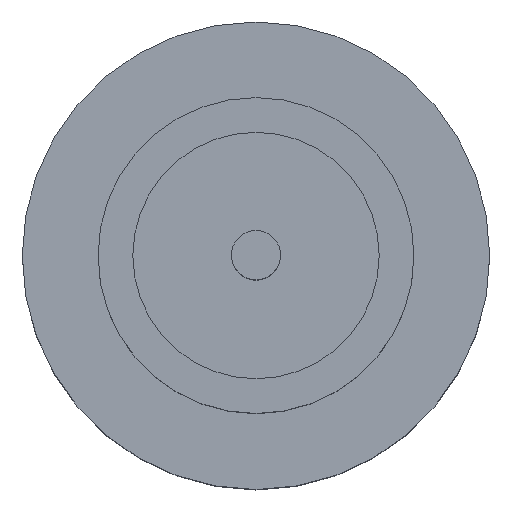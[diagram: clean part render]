
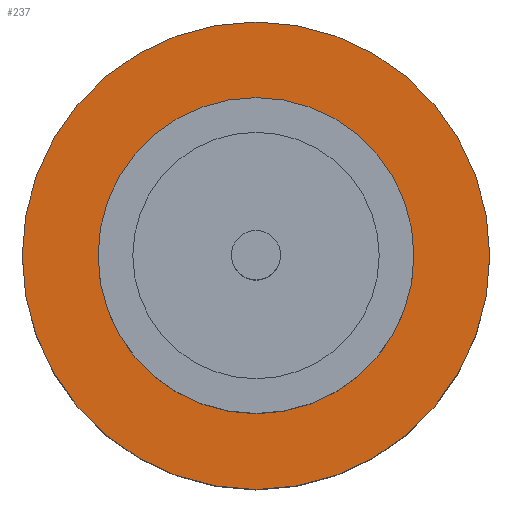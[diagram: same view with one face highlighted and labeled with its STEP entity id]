
A CAD part, top view. The second image highlights one B-rep face of the part: STEP entity #237.
In plain terms, the highlighted planar face has unit normal (0, 0, 1).
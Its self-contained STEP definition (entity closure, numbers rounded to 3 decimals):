
#4 = ORIENTED_EDGE ( 'NONE', *, *, #199, .F. ) ;
#7 = ORIENTED_EDGE ( 'NONE', *, *, #584, .T. ) ;
#10 = AXIS2_PLACEMENT_3D ( 'NONE', #738, #280, #487 ) ;
#11 = DIRECTION ( 'NONE',  ( 1., 0., 0. ) ) ;
#23 = AXIS2_PLACEMENT_3D ( 'NONE', #322, #599, #258 ) ;
#63 = EDGE_CURVE ( 'NONE', #255, #390, #723, .T. ) ;
#85 = DIRECTION ( 'NONE',  ( 0., 0., 1. ) ) ;
#88 = FACE_OUTER_BOUND ( 'NONE', #685, .T. ) ;
#105 = CARTESIAN_POINT ( 'NONE',  ( 1.25, 0., 1.55 ) ) ;
#119 = DIRECTION ( 'NONE',  ( 1., 0., 0. ) ) ;
#120 = CARTESIAN_POINT ( 'NONE',  ( 0., 0., 1.55 ) ) ;
#129 = CARTESIAN_POINT ( 'NONE',  ( 0., 0., 1.55 ) ) ;
#137 = EDGE_LOOP ( 'NONE', ( #4, #521 ) ) ;
#199 = EDGE_CURVE ( 'NONE', #466, #640, #467, .T. ) ;
#207 = AXIS2_PLACEMENT_3D ( 'NONE', #120, #772, #119 ) ;
#237 = ADVANCED_FACE ( 'NONE', ( #474, #88 ), #615, .T. ) ;
#255 = VERTEX_POINT ( 'NONE', #794 ) ;
#258 = DIRECTION ( 'NONE',  ( 1., 0., 0. ) ) ;
#269 = EDGE_CURVE ( 'NONE', #640, #466, #523, .T. ) ;
#280 = DIRECTION ( 'NONE',  ( 0., 0., 1. ) ) ;
#295 = ORIENTED_EDGE ( 'NONE', *, *, #63, .T. ) ;
#322 = CARTESIAN_POINT ( 'NONE',  ( 0., 0., 1.55 ) ) ;
#350 = CARTESIAN_POINT ( 'NONE',  ( -1.25, 0., 1.55 ) ) ;
#369 = CARTESIAN_POINT ( 'NONE',  ( 1.85, 0., 1.55 ) ) ;
#390 = VERTEX_POINT ( 'NONE', #369 ) ;
#428 = AXIS2_PLACEMENT_3D ( 'NONE', #129, #85, #11 ) ;
#441 = AXIS2_PLACEMENT_3D ( 'NONE', #801, #605, #734 ) ;
#466 = VERTEX_POINT ( 'NONE', #105 ) ;
#467 = CIRCLE ( 'NONE', #428, 1.25 ) ;
#474 = FACE_BOUND ( 'NONE', #137, .T. ) ;
#487 = DIRECTION ( 'NONE',  ( 1., 0., 0. ) ) ;
#521 = ORIENTED_EDGE ( 'NONE', *, *, #269, .F. ) ;
#523 = CIRCLE ( 'NONE', #441, 1.25 ) ;
#550 = CIRCLE ( 'NONE', #207, 1.85 ) ;
#584 = EDGE_CURVE ( 'NONE', #390, #255, #550, .T. ) ;
#599 = DIRECTION ( 'NONE',  ( 0., 0., 1. ) ) ;
#605 = DIRECTION ( 'NONE',  ( 0., 0., 1. ) ) ;
#615 = PLANE ( 'NONE',  #10 ) ;
#640 = VERTEX_POINT ( 'NONE', #350 ) ;
#685 = EDGE_LOOP ( 'NONE', ( #295, #7 ) ) ;
#723 = CIRCLE ( 'NONE', #23, 1.85 ) ;
#734 = DIRECTION ( 'NONE',  ( 1., 0., 0. ) ) ;
#738 = CARTESIAN_POINT ( 'NONE',  ( 0., 0., 1.55 ) ) ;
#772 = DIRECTION ( 'NONE',  ( 0., 0., 1. ) ) ;
#794 = CARTESIAN_POINT ( 'NONE',  ( -1.85, 0., 1.55 ) ) ;
#801 = CARTESIAN_POINT ( 'NONE',  ( 0., 0., 1.55 ) ) ;
